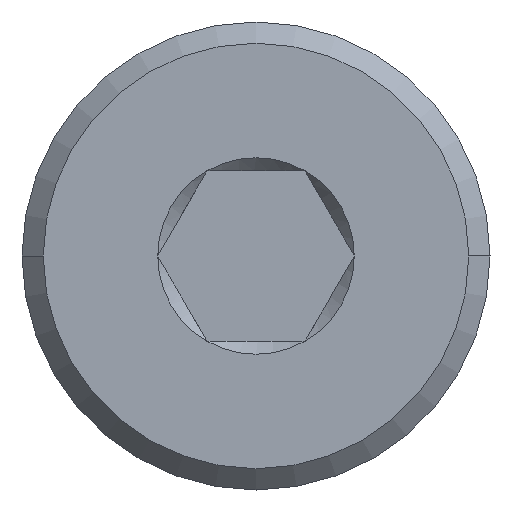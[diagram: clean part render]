
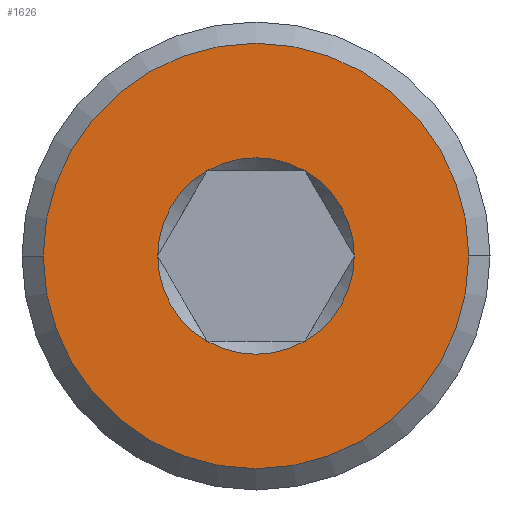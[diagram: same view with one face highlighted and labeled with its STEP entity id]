
A CAD part, left-side view. The second image highlights one B-rep face of the part: STEP entity #1626.
In plain terms, the highlighted planar face has unit normal (-1, 0, 0).
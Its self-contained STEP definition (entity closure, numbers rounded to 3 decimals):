
#1 = CARTESIAN_POINT ( 'NONE',  ( -6., -2.5, 0. ) ) ;
#27 = CARTESIAN_POINT ( 'NONE',  ( -6., 2.5, 0. ) ) ;
#35 = CARTESIAN_POINT ( 'NONE',  ( -6., 0.577, 1. ) ) ;
#36 = CARTESIAN_POINT ( 'NONE',  ( -6., -0.577, 1. ) ) ;
#55 = CARTESIAN_POINT ( 'NONE',  ( -6., 0.577, -1. ) ) ;
#56 = CARTESIAN_POINT ( 'NONE',  ( -6., 1.155, 0. ) ) ;
#78 = DIRECTION ( 'NONE',  ( 0., -1., 0. ) ) ;
#79 = DIRECTION ( 'NONE',  ( -1., 0., 0. ) ) ;
#81 = PLANE ( 'NONE',  #575 ) ;
#82 = CARTESIAN_POINT ( 'NONE',  ( -6., 2.5, 0. ) ) ;
#575 = AXIS2_PLACEMENT_3D ( 'NONE', #82, #79, #78 ) ;
#691 = EDGE_LOOP ( 'NONE', ( #1027, #889 ) ) ;
#770 = FACE_OUTER_BOUND ( 'NONE', #691, .T. ) ;
#777 = FACE_BOUND ( 'NONE', #1169, .T. ) ;
#783 = CIRCLE ( 'NONE', #1264, 1.155 ) ;
#789 = CIRCLE ( 'NONE', #1262, 1.155 ) ;
#832 = CIRCLE ( 'NONE', #1269, 2.5 ) ;
#834 = CIRCLE ( 'NONE', #1267, 2.5 ) ;
#889 = ORIENTED_EDGE ( 'NONE', *, *, #1542, .F. ) ;
#912 = ORIENTED_EDGE ( 'NONE', *, *, #1505, .F. ) ;
#925 = ORIENTED_EDGE ( 'NONE', *, *, #1594, .F. ) ;
#978 = ORIENTED_EDGE ( 'NONE', *, *, #1588, .F. ) ;
#990 = ORIENTED_EDGE ( 'NONE', *, *, #1463, .F. ) ;
#1000 = CIRCLE ( 'NONE', #1457, 1.155 ) ;
#1016 = ORIENTED_EDGE ( 'NONE', *, *, #1508, .F. ) ;
#1021 = ORIENTED_EDGE ( 'NONE', *, *, #1482, .F. ) ;
#1027 = ORIENTED_EDGE ( 'NONE', *, *, #1539, .F. ) ;
#1047 = CIRCLE ( 'NONE', #1450, 1.155 ) ;
#1050 = CIRCLE ( 'NONE', #1448, 1.155 ) ;
#1169 = EDGE_LOOP ( 'NONE', ( #1016, #912, #990, #1021, #925, #978 ) ) ;
#1173 = CIRCLE ( 'NONE', #1471, 1.155 ) ;
#1262 = AXIS2_PLACEMENT_3D ( 'NONE', #3373, #3372, #3371 ) ;
#1264 = AXIS2_PLACEMENT_3D ( 'NONE', #3327, #3325, #3324 ) ;
#1267 = AXIS2_PLACEMENT_3D ( 'NONE', #2309, #2308, #2307 ) ;
#1269 = AXIS2_PLACEMENT_3D ( 'NONE', #2298, #2296, #2295 ) ;
#1289 = CARTESIAN_POINT ( 'NONE',  ( -6., -1.155, 0. ) ) ;
#1321 = CARTESIAN_POINT ( 'NONE',  ( -6., -0.577, -1. ) ) ;
#1448 = AXIS2_PLACEMENT_3D ( 'NONE', #2433, #2500, #2424 ) ;
#1450 = AXIS2_PLACEMENT_3D ( 'NONE', #2522, #2468, #2418 ) ;
#1457 = AXIS2_PLACEMENT_3D ( 'NONE', #1760, #1765, #1766 ) ;
#1463 = EDGE_CURVE ( 'NONE', #1840, #1814, #1173, .T. ) ;
#1471 = AXIS2_PLACEMENT_3D ( 'NONE', #2100, #2130, #2135 ) ;
#1482 = EDGE_CURVE ( 'NONE', #1839, #1840, #1000, .T. ) ;
#1505 = EDGE_CURVE ( 'NONE', #1814, #1821, #1047, .T. ) ;
#1508 = EDGE_CURVE ( 'NONE', #1821, #2168, #1050, .T. ) ;
#1539 = EDGE_CURVE ( 'NONE', #2218, #1846, #834, .T. ) ;
#1542 = EDGE_CURVE ( 'NONE', #1846, #2218, #832, .T. ) ;
#1588 = EDGE_CURVE ( 'NONE', #2168, #2169, #789, .T. ) ;
#1594 = EDGE_CURVE ( 'NONE', #2169, #1839, #783, .T. ) ;
#1626 = ADVANCED_FACE ( 'NONE', ( #777, #770 ), #81, .T. ) ;
#1760 = CARTESIAN_POINT ( 'NONE',  ( -6., 0., 0. ) ) ;
#1765 = DIRECTION ( 'NONE',  ( -1., 0., 0. ) ) ;
#1766 = DIRECTION ( 'NONE',  ( 0., -1., 0. ) ) ;
#1814 = VERTEX_POINT ( 'NONE', #1321 ) ;
#1821 = VERTEX_POINT ( 'NONE', #1289 ) ;
#1839 = VERTEX_POINT ( 'NONE', #56 ) ;
#1840 = VERTEX_POINT ( 'NONE', #55 ) ;
#1846 = VERTEX_POINT ( 'NONE', #1 ) ;
#2100 = CARTESIAN_POINT ( 'NONE',  ( -6., 0., 0. ) ) ;
#2130 = DIRECTION ( 'NONE',  ( -1., 0., 0. ) ) ;
#2135 = DIRECTION ( 'NONE',  ( 0., -1., 0. ) ) ;
#2168 = VERTEX_POINT ( 'NONE', #36 ) ;
#2169 = VERTEX_POINT ( 'NONE', #35 ) ;
#2218 = VERTEX_POINT ( 'NONE', #27 ) ;
#2295 = DIRECTION ( 'NONE',  ( 0., 1., 0. ) ) ;
#2296 = DIRECTION ( 'NONE',  ( 1., 0., 0. ) ) ;
#2298 = CARTESIAN_POINT ( 'NONE',  ( -6., 0., 0. ) ) ;
#2307 = DIRECTION ( 'NONE',  ( 0., 1., 0. ) ) ;
#2308 = DIRECTION ( 'NONE',  ( 1., 0., 0. ) ) ;
#2309 = CARTESIAN_POINT ( 'NONE',  ( -6., 0., 0. ) ) ;
#2418 = DIRECTION ( 'NONE',  ( 0., -1., 0. ) ) ;
#2424 = DIRECTION ( 'NONE',  ( 0., -1., 0. ) ) ;
#2433 = CARTESIAN_POINT ( 'NONE',  ( -6., 0., 0. ) ) ;
#2468 = DIRECTION ( 'NONE',  ( -1., 0., 0. ) ) ;
#2500 = DIRECTION ( 'NONE',  ( -1., 0., 0. ) ) ;
#2522 = CARTESIAN_POINT ( 'NONE',  ( -6., 0., 0. ) ) ;
#3324 = DIRECTION ( 'NONE',  ( 0., -1., 0. ) ) ;
#3325 = DIRECTION ( 'NONE',  ( -1., 0., 0. ) ) ;
#3327 = CARTESIAN_POINT ( 'NONE',  ( -6., 0., 0. ) ) ;
#3371 = DIRECTION ( 'NONE',  ( 0., -1., 0. ) ) ;
#3372 = DIRECTION ( 'NONE',  ( -1., 0., 0. ) ) ;
#3373 = CARTESIAN_POINT ( 'NONE',  ( -6., 0., 0. ) ) ;
